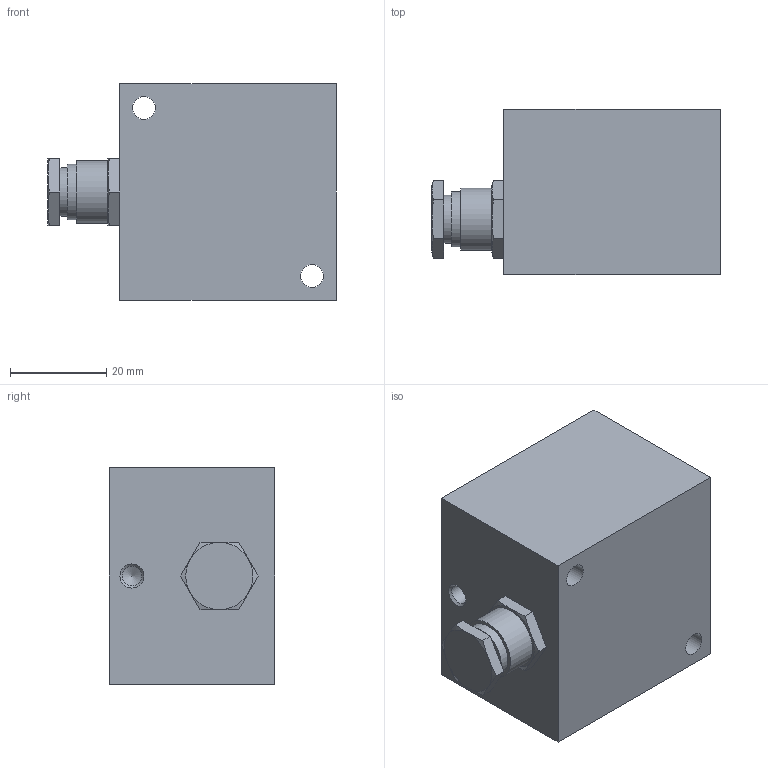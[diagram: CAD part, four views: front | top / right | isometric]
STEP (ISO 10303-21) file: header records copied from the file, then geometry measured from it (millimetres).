
FILE_DESCRIPTION(/* description */ ('STEP AP214'),/* implementation_level */ '2;1');
FILE_NAME(/* name */ '3719_PE-1000',/* time_stamp */ '2024-09-13T17:23:10+02:00',/* author */ ('License CC BY-ND 4.0'),/* organization */ ('CADENAS'),/* preprocessor_version */ 'ST-DEVELOPER v19.3',/* originating_system */ 'PARTsolutions',/* authorisation */ ' ');
FILE_SCHEMA (('AUTOMOTIVE_DESIGN {1 0 10303 214 3 1 1}'));
Length unit declared in the file: millimetre
Products named in the file (1): 3719 PE-1000
Bounding box: 60 x 34.4 x 45 mm (x, y, z)
Volume: 70052.6 mm3; surface area: 12190.7 mm2
Topology: 1 solids, 1 shells, 47 faces, 101 edges, 63 vertices
Faces by surface type: plane 25, cone 14, cylinder 8
Full cylindrical faces by diameter (mm): 4.134 x1, 4.8 x2, 8 x2, 10 x1, 11.5 x1, 13 x1
Entity records: 1258 total; most frequent: CARTESIAN_POINT 271, DIRECTION 190, ORIENTED_EDGE 178, EDGE_CURVE 89, AXIS2_PLACEMENT_3D 77, FACE_BOUND 69, EDGE_LOOP 68, VERTEX_POINT 62
